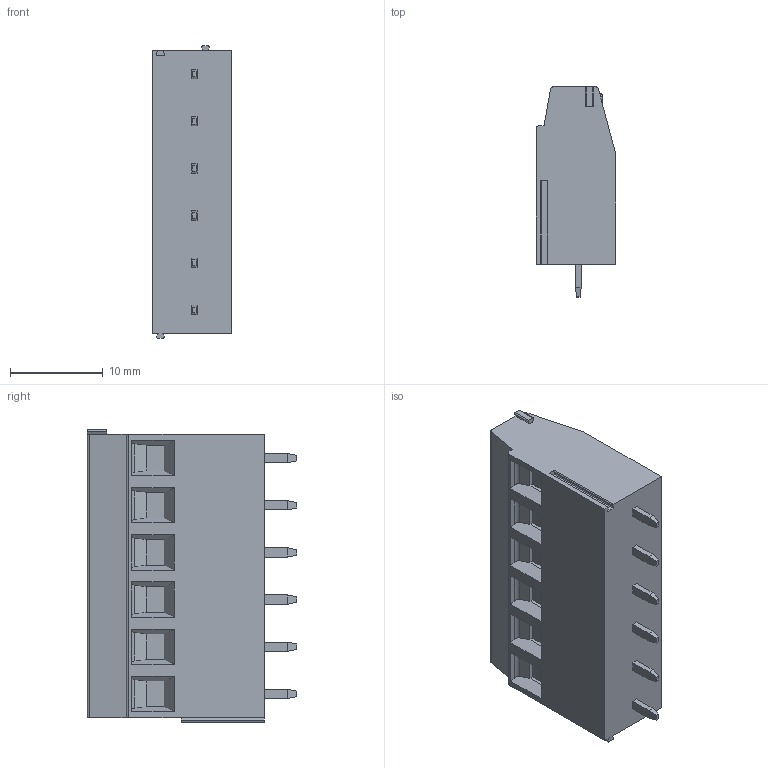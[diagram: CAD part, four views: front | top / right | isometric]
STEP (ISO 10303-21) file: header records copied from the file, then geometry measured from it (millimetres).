
FILE_DESCRIPTION((''),'2;1');
FILE_NAME('PRT0053','2025-01-17T',('yanfa'),(''),'PRO/ENGINEER BY PARAMETRIC TECHNOLOGY CORPORATION, 2009280','PRO/ENGINEER BY PARAMETRIC TECHNOLOGY CORPORATION, 2009280','');
FILE_SCHEMA(('AUTOMOTIVE_DESIGN_CC2 { 1 2 10303 214 -1 1 5 2 }'));
Length unit declared in the file: millimetre
Products named in the file (1): PRT0053
Bounding box: 8.6 x 22.6 x 31.48 mm (x, y, z)
Volume: 4443.9 mm3; surface area: 2272.5 mm2
Topology: 1 solids, 1 shells, 299 faces, 729 edges, 456 vertices
Faces by surface type: plane 181, cylinder 76, cone 24, torus 12, sphere 6
Entity records: 8916 total; most frequent: CARTESIAN_POINT 1819, DIRECTION 1467, ORIENTED_EDGE 1458, EDGE_CURVE 729, VECTOR 505, LINE 505, AXIS2_PLACEMENT_3D 481, VERTEX_POINT 456
